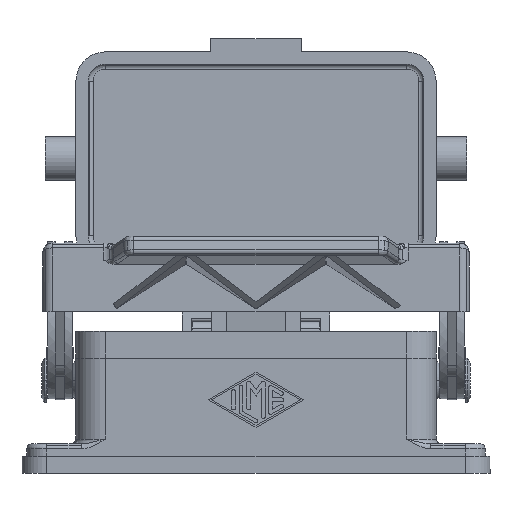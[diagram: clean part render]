
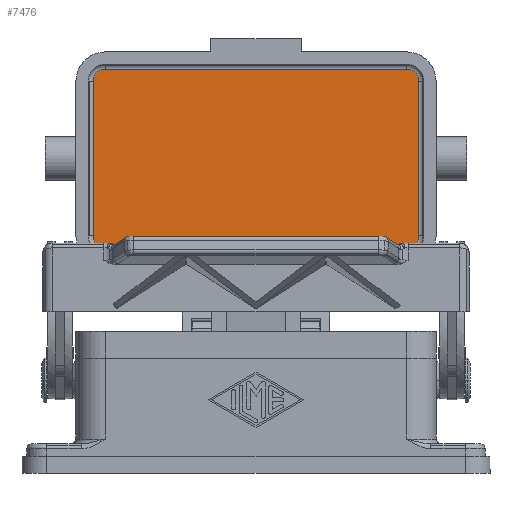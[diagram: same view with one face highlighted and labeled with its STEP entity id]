
A CAD part, front view. The second image highlights one B-rep face of the part: STEP entity #7476.
In plain terms, the highlighted planar face has unit normal (0, -1, 0).
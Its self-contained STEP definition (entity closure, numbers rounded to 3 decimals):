
#4019=CARTESIAN_POINT('',(-30.75,44.25,82.5));
#4020=VERTEX_POINT('',#4019);
#4028=CARTESIAN_POINT('',(30.75,44.25,82.5));
#4029=VERTEX_POINT('',#4028);
#4030=CARTESIAN_POINT('',(-30.75,44.25,82.5));
#4031=DIRECTION('',(1.0,0.0,0.0));
#4032=VECTOR('',#4031,61.5);
#4033=LINE('',#4030,#4032);
#4034=EDGE_CURVE('',#4020,#4029,#4033,.T.);
#4061=CARTESIAN_POINT('',(-33.25,44.25,48.5));
#4062=VERTEX_POINT('',#4061);
#4070=CARTESIAN_POINT('',(-33.25,44.25,80.));
#4071=VERTEX_POINT('',#4070);
#4072=CARTESIAN_POINT('',(-33.25,44.25,48.5));
#4073=DIRECTION('',(0.0,0.0,1.0));
#4074=VECTOR('',#4073,31.5);
#4075=LINE('',#4072,#4074);
#4076=EDGE_CURVE('',#4062,#4071,#4075,.T.);
#4103=CARTESIAN_POINT('',(33.25,44.25,80.));
#4104=VERTEX_POINT('',#4103);
#4112=CARTESIAN_POINT('',(33.25,44.25,48.5));
#4113=VERTEX_POINT('',#4112);
#4114=CARTESIAN_POINT('',(33.25,44.25,80.));
#4115=DIRECTION('',(0.0,0.0,-1.0));
#4116=VECTOR('',#4115,31.5);
#4117=LINE('',#4114,#4116);
#4118=EDGE_CURVE('',#4104,#4113,#4117,.T.);
#4145=CARTESIAN_POINT('',(30.75,44.25,46.));
#4146=VERTEX_POINT('',#4145);
#4154=CARTESIAN_POINT('',(-30.75,44.25,46.));
#4155=VERTEX_POINT('',#4154);
#4156=CARTESIAN_POINT('',(30.75,44.25,46.));
#4157=DIRECTION('',(-1.0,0.0,0.0));
#4158=VECTOR('',#4157,61.5);
#4159=LINE('',#4156,#4158);
#4160=EDGE_CURVE('',#4146,#4155,#4159,.T.);
#7024=CARTESIAN_POINT('',(30.75,44.25,48.5));
#7025=DIRECTION('',(0.,1.0,0.));
#7026=DIRECTION('',(0.707,0.,-0.707));
#7027=AXIS2_PLACEMENT_3D('',#7024,#7025,#7026);
#7028=CIRCLE('',#7027,2.5);
#7029=EDGE_CURVE('',#4113,#4146,#7028,.T.);
#7115=CARTESIAN_POINT('',(-30.75,44.25,48.5));
#7116=DIRECTION('',(0.,1.0,0.));
#7117=DIRECTION('',(-0.707,0.,-0.707));
#7118=AXIS2_PLACEMENT_3D('',#7115,#7116,#7117);
#7119=CIRCLE('',#7118,2.5);
#7120=EDGE_CURVE('',#4155,#4062,#7119,.T.);
#7238=CARTESIAN_POINT('',(30.75,44.25,80.));
#7239=DIRECTION('',(0.,1.0,0.));
#7240=DIRECTION('',(0.707,0.,0.707));
#7241=AXIS2_PLACEMENT_3D('',#7238,#7239,#7240);
#7242=CIRCLE('',#7241,2.5);
#7243=EDGE_CURVE('',#4029,#4104,#7242,.T.);
#7329=CARTESIAN_POINT('',(-30.75,44.25,80.));
#7330=DIRECTION('',(0.,1.0,0.));
#7331=DIRECTION('',(-0.707,0.,0.707));
#7332=AXIS2_PLACEMENT_3D('',#7329,#7330,#7331);
#7333=CIRCLE('',#7332,2.5);
#7334=EDGE_CURVE('',#4071,#4020,#7333,.T.);
#7461=CARTESIAN_POINT('',(0.,44.25,64.25));
#7462=DIRECTION('',(0.0,1.0,0.0));
#7463=DIRECTION('',(0.0,0.0,1.0));
#7464=AXIS2_PLACEMENT_3D('',#7461,#7462,#7463);
#7465=PLANE('',#7464);
#7466=ORIENTED_EDGE('',*,*,#4160,.F.);
#7467=ORIENTED_EDGE('',*,*,#7029,.F.);
#7468=ORIENTED_EDGE('',*,*,#4118,.F.);
#7469=ORIENTED_EDGE('',*,*,#7243,.F.);
#7470=ORIENTED_EDGE('',*,*,#4034,.F.);
#7471=ORIENTED_EDGE('',*,*,#7334,.F.);
#7472=ORIENTED_EDGE('',*,*,#4076,.F.);
#7473=ORIENTED_EDGE('',*,*,#7120,.F.);
#7474=EDGE_LOOP('',(#7466,#7467,#7468,#7469,#7470,#7471,#7472,#7473));
#7475=FACE_OUTER_BOUND('',#7474,.T.);
#7476=ADVANCED_FACE('',(#7475),#7465,.F.);
